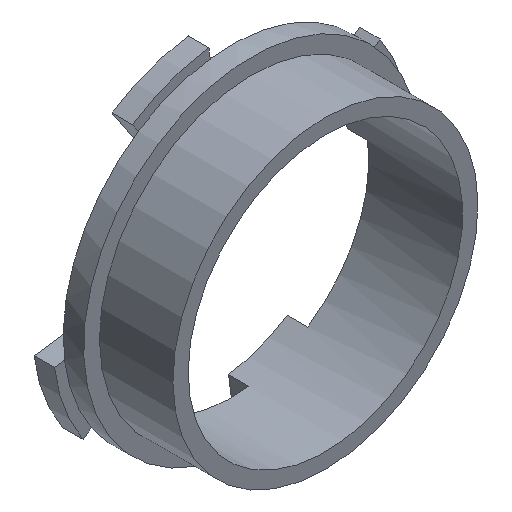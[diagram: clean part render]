
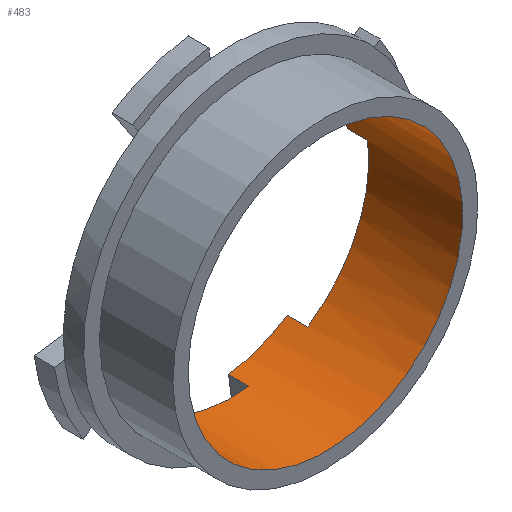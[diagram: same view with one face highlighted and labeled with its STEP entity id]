
A CAD part, isometric view. The second image highlights one B-rep face of the part: STEP entity #483.
In plain terms, the highlighted cylindrical face has radius 13.45 mm (diameter 26.9 mm), a full revolution.
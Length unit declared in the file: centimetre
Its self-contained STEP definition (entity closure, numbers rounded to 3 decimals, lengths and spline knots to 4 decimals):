
#19=FACE_BOUND('',#88,.T.);
#57=FACE_OUTER_BOUND('',#87,.T.);
#87=EDGE_LOOP('',(#385));
#88=EDGE_LOOP('',(#386,#387,#388,#389,#390,#391,#392,#393,#394,#395,#396,
#397,#398,#399,#400,#401));
#119=LINE('',#766,#159);
#122=LINE('',#775,#162);
#129=LINE('',#790,#169);
#131=LINE('',#796,#171);
#132=LINE('',#803,#172);
#133=LINE('',#807,#173);
#134=LINE('',#811,#174);
#135=LINE('',#814,#175);
#159=VECTOR('',#610,0.2);
#162=VECTOR('',#619,0.2);
#169=VECTOR('',#632,0.2);
#171=VECTOR('',#640,0.2);
#172=VECTOR('',#647,0.2);
#173=VECTOR('',#650,0.2);
#174=VECTOR('',#653,0.2);
#175=VECTOR('',#656,0.2);
#190=CIRCLE('',#506,1.345);
#201=CIRCLE('',#522,1.345);
#203=CIRCLE('',#528,1.345);
#204=CIRCLE('',#531,1.345);
#205=CIRCLE('',#532,1.345);
#206=CIRCLE('',#533,1.345);
#207=CIRCLE('',#534,1.345);
#208=CIRCLE('',#535,1.345);
#209=CIRCLE('',#536,1.345);
#220=VERTEX_POINT('',#726);
#221=VERTEX_POINT('',#728);
#233=VERTEX_POINT('',#760);
#235=VERTEX_POINT('',#764);
#236=VERTEX_POINT('',#768);
#238=VERTEX_POINT('',#774);
#241=VERTEX_POINT('',#784);
#243=VERTEX_POINT('',#788);
#244=VERTEX_POINT('',#792);
#245=VERTEX_POINT('',#798);
#246=VERTEX_POINT('',#800);
#247=VERTEX_POINT('',#802);
#248=VERTEX_POINT('',#804);
#249=VERTEX_POINT('',#806);
#250=VERTEX_POINT('',#808);
#251=VERTEX_POINT('',#810);
#252=VERTEX_POINT('',#812);
#265=EDGE_CURVE('',#220,#221,#190,.T.);
#284=EDGE_CURVE('',#233,#235,#119,.T.);
#286=EDGE_CURVE('',#233,#236,#201,.T.);
#288=EDGE_CURVE('',#238,#236,#122,.T.);
#296=EDGE_CURVE('',#241,#243,#129,.T.);
#298=EDGE_CURVE('',#241,#244,#203,.T.);
#299=EDGE_CURVE('',#220,#244,#131,.T.);
#300=EDGE_CURVE('',#245,#245,#204,.T.);
#301=EDGE_CURVE('',#246,#235,#205,.T.);
#302=EDGE_CURVE('',#246,#247,#132,.T.);
#303=EDGE_CURVE('',#248,#247,#206,.T.);
#304=EDGE_CURVE('',#248,#249,#133,.T.);
#305=EDGE_CURVE('',#250,#249,#207,.T.);
#306=EDGE_CURVE('',#250,#251,#134,.T.);
#307=EDGE_CURVE('',#252,#251,#208,.T.);
#308=EDGE_CURVE('',#252,#221,#135,.T.);
#309=EDGE_CURVE('',#238,#243,#209,.T.);
#385=ORIENTED_EDGE('',*,*,#300,.F.);
#386=ORIENTED_EDGE('',*,*,#301,.F.);
#387=ORIENTED_EDGE('',*,*,#302,.T.);
#388=ORIENTED_EDGE('',*,*,#303,.F.);
#389=ORIENTED_EDGE('',*,*,#304,.T.);
#390=ORIENTED_EDGE('',*,*,#305,.F.);
#391=ORIENTED_EDGE('',*,*,#306,.T.);
#392=ORIENTED_EDGE('',*,*,#307,.F.);
#393=ORIENTED_EDGE('',*,*,#308,.T.);
#394=ORIENTED_EDGE('',*,*,#265,.F.);
#395=ORIENTED_EDGE('',*,*,#299,.T.);
#396=ORIENTED_EDGE('',*,*,#298,.F.);
#397=ORIENTED_EDGE('',*,*,#296,.T.);
#398=ORIENTED_EDGE('',*,*,#309,.F.);
#399=ORIENTED_EDGE('',*,*,#288,.T.);
#400=ORIENTED_EDGE('',*,*,#286,.F.);
#401=ORIENTED_EDGE('',*,*,#284,.T.);
#466=CYLINDRICAL_SURFACE('',#530,1.345);
#483=ADVANCED_FACE('',(#57,#19),#466,.F.);
#506=AXIS2_PLACEMENT_3D('',#729,#572,#573);
#522=AXIS2_PLACEMENT_3D('',#770,#614,#615);
#528=AXIS2_PLACEMENT_3D('',#794,#636,#637);
#530=AXIS2_PLACEMENT_3D('',#797,#641,#642);
#531=AXIS2_PLACEMENT_3D('',#799,#643,#644);
#532=AXIS2_PLACEMENT_3D('',#801,#645,#646);
#533=AXIS2_PLACEMENT_3D('',#805,#648,#649);
#534=AXIS2_PLACEMENT_3D('',#809,#651,#652);
#535=AXIS2_PLACEMENT_3D('',#813,#654,#655);
#536=AXIS2_PLACEMENT_3D('',#815,#657,#658);
#572=DIRECTION('center_axis',(0.,-1.,0.));
#573=DIRECTION('ref_axis',(0.35,0.,-0.937));
#610=DIRECTION('',(0.,1.,0.));
#614=DIRECTION('center_axis',(0.,-1.,0.));
#615=DIRECTION('ref_axis',(-0.555,0.,0.832));
#619=DIRECTION('',(0.,-1.,0.));
#632=DIRECTION('',(0.,1.,0.));
#636=DIRECTION('center_axis',(0.,-1.,0.));
#637=DIRECTION('ref_axis',(-0.832,0.,-0.555));
#640=DIRECTION('',(0.,-1.,0.));
#641=DIRECTION('center_axis',(0.,1.,0.));
#642=DIRECTION('ref_axis',(0.35,0.,-0.937));
#643=DIRECTION('center_axis',(0.,1.,0.));
#644=DIRECTION('ref_axis',(0.35,0.,-0.937));
#645=DIRECTION('center_axis',(0.,-1.,0.));
#646=DIRECTION('ref_axis',(-0.127,0.,0.992));
#647=DIRECTION('',(0.,-1.,0.));
#648=DIRECTION('center_axis',(0.,-1.,0.));
#649=DIRECTION('ref_axis',(0.832,0.,0.555));
#650=DIRECTION('',(0.,1.,0.));
#651=DIRECTION('center_axis',(0.,-1.,0.));
#652=DIRECTION('ref_axis',(0.992,0.,0.127));
#653=DIRECTION('',(0.,-1.,0.));
#654=DIRECTION('center_axis',(0.,-1.,0.));
#655=DIRECTION('ref_axis',(0.555,0.,-0.832));
#656=DIRECTION('',(0.,1.,0.));
#657=DIRECTION('center_axis',(0.,-1.,0.));
#658=DIRECTION('ref_axis',(-0.992,0.,-0.127));
#726=CARTESIAN_POINT('',(9.8427,-8.6382,15.3082));
#728=CARTESIAN_POINT('',(10.4186,-8.6382,15.5234));
#729=CARTESIAN_POINT('Origin',(9.6724,-8.6382,16.6424));
#760=CARTESIAN_POINT('',(8.9262,-8.8382,17.7614));
#764=CARTESIAN_POINT('',(8.9262,-8.6382,17.7614));
#766=CARTESIAN_POINT('',(8.9262,-8.8382,17.7614));
#768=CARTESIAN_POINT('',(8.3382,-8.8382,16.4721));
#770=CARTESIAN_POINT('Origin',(9.6724,-8.8382,16.6424));
#774=CARTESIAN_POINT('',(8.3382,-8.6382,16.4721));
#775=CARTESIAN_POINT('',(8.3382,-8.6382,16.4721));
#784=CARTESIAN_POINT('',(8.5534,-8.8382,15.8961));
#788=CARTESIAN_POINT('',(8.5534,-8.6382,15.8961));
#790=CARTESIAN_POINT('',(8.5534,-8.8382,15.8961));
#792=CARTESIAN_POINT('',(9.8427,-8.8382,15.3082));
#794=CARTESIAN_POINT('Origin',(9.6724,-8.8382,16.6424));
#796=CARTESIAN_POINT('',(9.8427,-8.6382,15.3082));
#797=CARTESIAN_POINT('Origin',(9.6724,-9.7582,16.6424));
#798=CARTESIAN_POINT('',(9.2017,-9.7582,17.9023));
#799=CARTESIAN_POINT('Origin',(9.6724,-9.7582,16.6424));
#800=CARTESIAN_POINT('',(9.5021,-8.6382,17.9766));
#801=CARTESIAN_POINT('Origin',(9.6724,-8.6382,16.6424));
#802=CARTESIAN_POINT('',(9.5021,-8.8382,17.9766));
#803=CARTESIAN_POINT('',(9.5021,-8.6382,17.9766));
#804=CARTESIAN_POINT('',(10.7914,-8.8382,17.3886));
#805=CARTESIAN_POINT('Origin',(9.6724,-8.8382,16.6424));
#806=CARTESIAN_POINT('',(10.7914,-8.6382,17.3886));
#807=CARTESIAN_POINT('',(10.7914,-8.8382,17.3886));
#808=CARTESIAN_POINT('',(11.0066,-8.6382,16.8126));
#809=CARTESIAN_POINT('Origin',(9.6724,-8.6382,16.6424));
#810=CARTESIAN_POINT('',(11.0066,-8.8382,16.8126));
#811=CARTESIAN_POINT('',(11.0066,-8.6382,16.8126));
#812=CARTESIAN_POINT('',(10.4186,-8.8382,15.5234));
#813=CARTESIAN_POINT('Origin',(9.6724,-8.8382,16.6424));
#814=CARTESIAN_POINT('',(10.4186,-8.8382,15.5234));
#815=CARTESIAN_POINT('Origin',(9.6724,-8.6382,16.6424));
